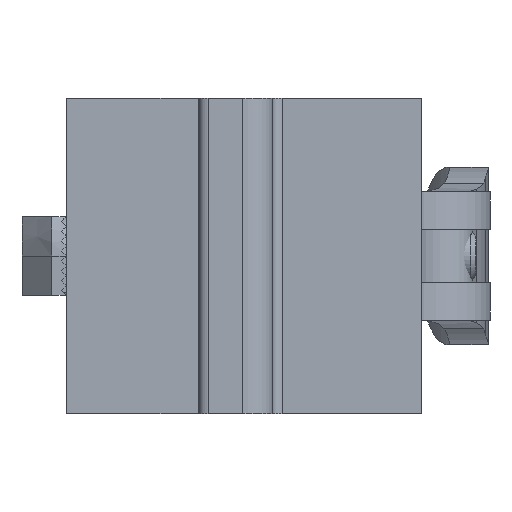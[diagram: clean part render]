
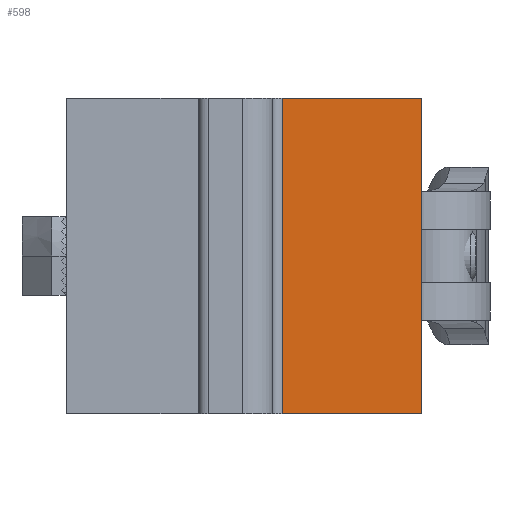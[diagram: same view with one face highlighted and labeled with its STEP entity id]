
A CAD part, front view. The second image highlights one B-rep face of the part: STEP entity #598.
In plain terms, the highlighted planar face has unit normal (0, -1, 0).
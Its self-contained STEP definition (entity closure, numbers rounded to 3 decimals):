
#598 = ADVANCED_FACE( '', ( #1177 ), #1178, .F. );
#1177 = FACE_OUTER_BOUND( '', #1788, .T. );
#1178 = PLANE( '', #1789 );
#1788 = EDGE_LOOP( '', ( #2959, #2960, #2961, #2962 ) );
#1789 = AXIS2_PLACEMENT_3D( '', #2963, #2964, #2965 );
#2959 = ORIENTED_EDGE( '', *, *, #3562, .T. );
#2960 = ORIENTED_EDGE( '', *, *, #3641, .F. );
#2961 = ORIENTED_EDGE( '', *, *, #3585, .F. );
#2962 = ORIENTED_EDGE( '', *, *, #3852, .T. );
#2963 = CARTESIAN_POINT( '', ( 21.9, 0., 16. ) );
#2964 = DIRECTION( '', ( 0., 1., 0. ) );
#2965 = DIRECTION( '', ( 0., 0., 1. ) );
#3562 = EDGE_CURVE( '', #4166, #4164, #4167, .T. );
#3585 = EDGE_CURVE( '', #4209, #4211, #4212, .T. );
#3641 = EDGE_CURVE( '', #4211, #4164, #4305, .T. );
#3852 = EDGE_CURVE( '', #4209, #4166, #4644, .T. );
#4164 = VERTEX_POINT( '', #5033 );
#4166 = VERTEX_POINT( '', #5036 );
#4167 = LINE( '', #5037, #5038 );
#4209 = VERTEX_POINT( '', #5093 );
#4211 = VERTEX_POINT( '', #5095 );
#4212 = LINE( '', #5096, #5097 );
#4305 = LINE( '', #5218, #5219 );
#4644 = LINE( '', #6019, #6020 );
#5033 = CARTESIAN_POINT( '', ( 36., 0., -16. ) );
#5036 = CARTESIAN_POINT( '', ( 21.9, 0., -16. ) );
#5037 = CARTESIAN_POINT( '', ( 21.9, 0., -16. ) );
#5038 = VECTOR( '', #6628, 1000. );
#5093 = CARTESIAN_POINT( '', ( 21.9, 0., 16. ) );
#5095 = CARTESIAN_POINT( '', ( 36., 0., 16. ) );
#5096 = CARTESIAN_POINT( '', ( 21.9, 0., 16. ) );
#5097 = VECTOR( '', #6666, 1000. );
#5218 = CARTESIAN_POINT( '', ( 36., 0., 16. ) );
#5219 = VECTOR( '', #6740, 1000. );
#6019 = CARTESIAN_POINT( '', ( 21.9, 0., 16. ) );
#6020 = VECTOR( '', #7001, 1000. );
#6628 = DIRECTION( '', ( 1., 0., 0. ) );
#6666 = DIRECTION( '', ( 1., 0., 0. ) );
#6740 = DIRECTION( '', ( 0., 0., -1. ) );
#7001 = DIRECTION( '', ( 0., 0., -1. ) );
